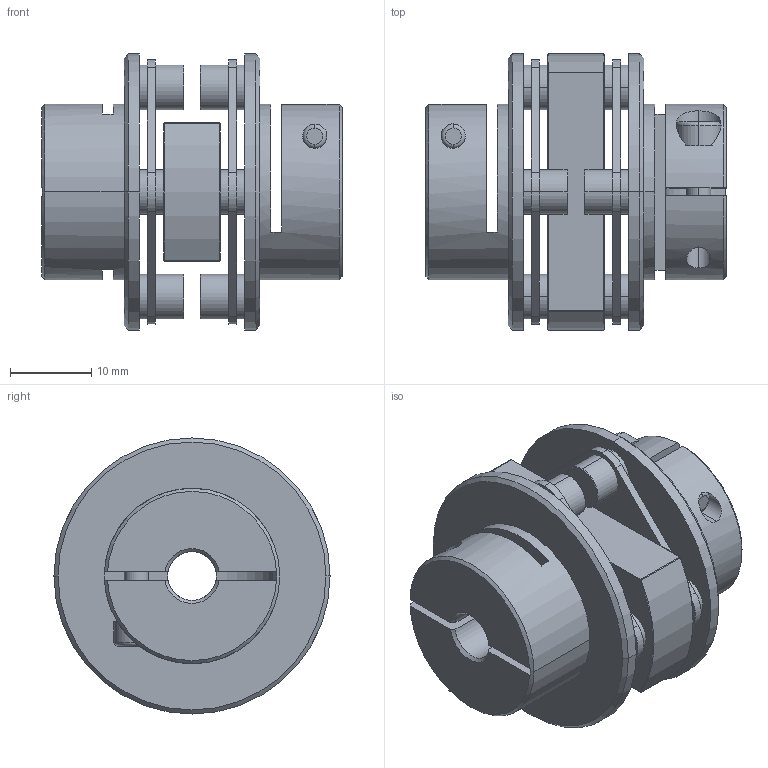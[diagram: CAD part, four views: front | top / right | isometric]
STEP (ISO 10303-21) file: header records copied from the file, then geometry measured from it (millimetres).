
FILE_DESCRIPTION (( 'STEP AP203' ), '1' );
FILE_NAME ('CL3-C34_Double.step', '2011-08-10T07:28:22', ( '' ), ( '' ), 'SwSTEP 2.0', 'SolidWorks 2010', '' );
FILE_SCHEMA (( 'CONFIG_CONTROL_DESIGN' ));
Length unit declared in the file: millimetre
Products named in the file (1): CL3-C34_Double
Bounding box: 37 x 34 x 34 mm (x, y, z)
Volume: 14639.4 mm3; surface area: 12995.8 mm2
Topology: 15 solids, 15 shells, 194 faces, 424 edges, 268 vertices
Faces by surface type: cylinder 80, plane 76, torus 20, cone 10, sphere 8
Entity records: 5627 total; most frequent: CARTESIAN_POINT 1129, DIRECTION 1004, ORIENTED_EDGE 848, EDGE_CURVE 424, AXIS2_PLACEMENT_3D 411, VERTEX_POINT 268, EDGE_LOOP 220, CIRCLE 216
